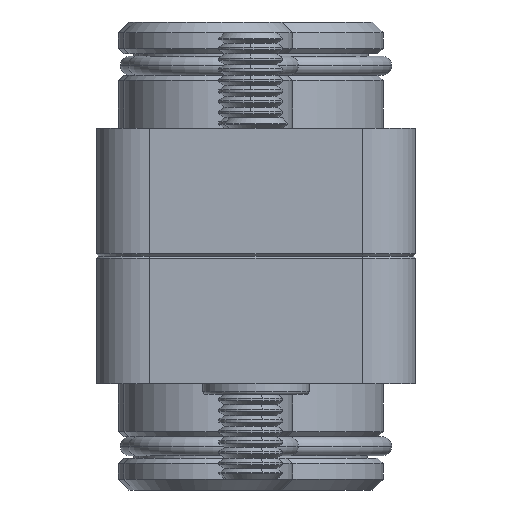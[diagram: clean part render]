
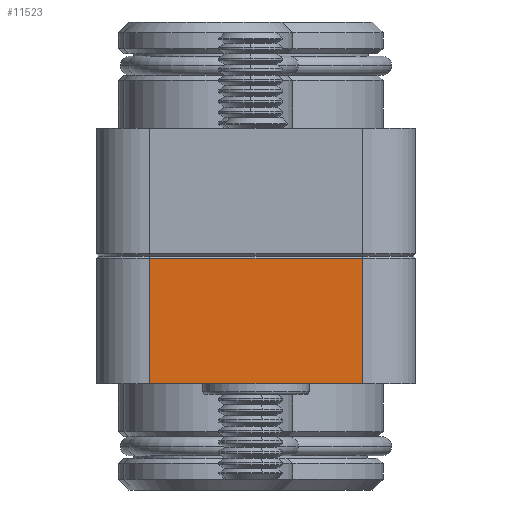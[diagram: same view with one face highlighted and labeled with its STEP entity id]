
A CAD part, front view. The second image highlights one B-rep face of the part: STEP entity #11523.
In plain terms, the highlighted planar face has unit normal (0, -1, 0).
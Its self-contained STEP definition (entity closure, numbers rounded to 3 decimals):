
#757 = DIRECTION ( 'NONE',  ( -1., 0., 0. ) ) ;
#1026 = DIRECTION ( 'NONE',  ( 1., 0., 0. ) ) ;
#4079 = CARTESIAN_POINT ( 'NONE',  ( -64.141, -9.268, -23. ) ) ;
#4130 = VERTEX_POINT ( 'NONE', #5172 ) ;
#5172 = CARTESIAN_POINT ( 'NONE',  ( -69.141, -9.268, -11.2 ) ) ;
#7065 = EDGE_CURVE ( 'NONE', #4130, #8488, #15282, .T. ) ;
#8488 = VERTEX_POINT ( 'NONE', #27900 ) ;
#10803 = CARTESIAN_POINT ( 'NONE',  ( -64.141, -9.268, -11.2 ) ) ;
#11523 = ADVANCED_FACE ( 'NONE', ( #18727 ), #37264, .F. ) ;
#12101 = EDGE_CURVE ( 'NONE', #36924, #36421, #40479, .T. ) ;
#14430 = EDGE_CURVE ( 'NONE', #36924, #8488, #26922, .T. ) ;
#15282 = LINE ( 'NONE', #29178, #29857 ) ;
#15607 = AXIS2_PLACEMENT_3D ( 'NONE', #4079, #30975, #1026 ) ;
#18727 = FACE_OUTER_BOUND ( 'NONE', #26298, .T. ) ;
#24019 = VECTOR ( 'NONE', #757, 1000. ) ;
#24694 = CARTESIAN_POINT ( 'NONE',  ( -89.141, -9.268, -23. ) ) ;
#26105 = CARTESIAN_POINT ( 'NONE',  ( -64.141, -9.268, -23. ) ) ;
#26298 = EDGE_LOOP ( 'NONE', ( #42348, #35276, #33769, #39159 ) ) ;
#26922 = LINE ( 'NONE', #26105, #36252 ) ;
#27900 = CARTESIAN_POINT ( 'NONE',  ( -69.141, -9.268, -23. ) ) ;
#29178 = CARTESIAN_POINT ( 'NONE',  ( -69.141, -9.268, -23. ) ) ;
#29857 = VECTOR ( 'NONE', #36000, 1000. ) ;
#30548 = VECTOR ( 'NONE', #34292, 1000. ) ;
#30975 = DIRECTION ( 'NONE',  ( 0., 1., 0. ) ) ;
#33769 = ORIENTED_EDGE ( 'NONE', *, *, #12101, .F. ) ;
#34184 = CARTESIAN_POINT ( 'NONE',  ( -89.141, -9.268, -11.2 ) ) ;
#34292 = DIRECTION ( 'NONE',  ( 0., 0., 1. ) ) ;
#35276 = ORIENTED_EDGE ( 'NONE', *, *, #38547, .T. ) ;
#35988 = LINE ( 'NONE', #10803, #24019 ) ;
#36000 = DIRECTION ( 'NONE',  ( 0., 0., -1. ) ) ;
#36252 = VECTOR ( 'NONE', #39054, 1000. ) ;
#36421 = VERTEX_POINT ( 'NONE', #34184 ) ;
#36924 = VERTEX_POINT ( 'NONE', #37360 ) ;
#37264 = PLANE ( 'NONE',  #15607 ) ;
#37360 = CARTESIAN_POINT ( 'NONE',  ( -89.141, -9.268, -23. ) ) ;
#38547 = EDGE_CURVE ( 'NONE', #4130, #36421, #35988, .T. ) ;
#39054 = DIRECTION ( 'NONE',  ( 1., 0., 0. ) ) ;
#39159 = ORIENTED_EDGE ( 'NONE', *, *, #14430, .T. ) ;
#40479 = LINE ( 'NONE', #24694, #30548 ) ;
#42348 = ORIENTED_EDGE ( 'NONE', *, *, #7065, .F. ) ;
